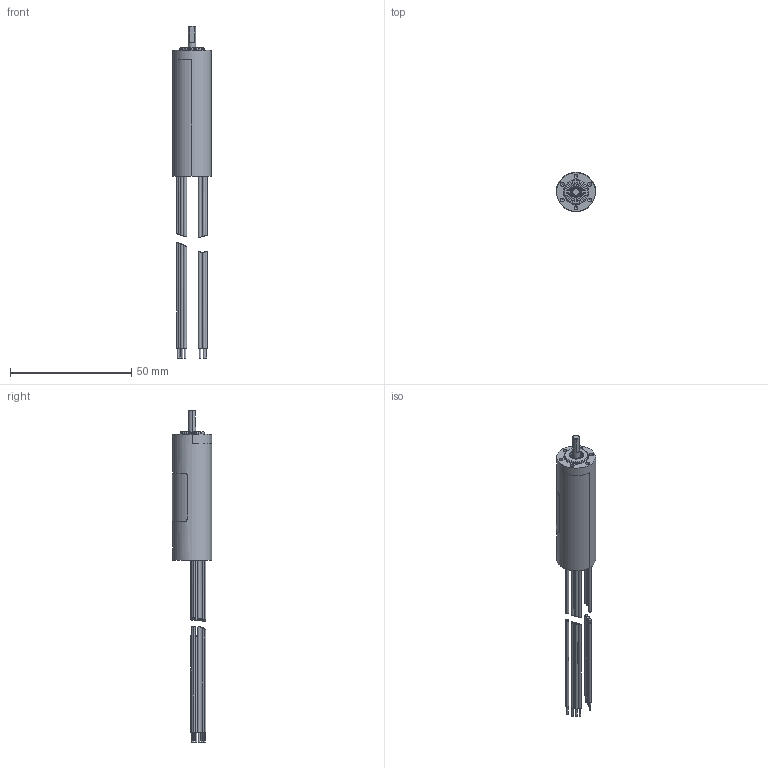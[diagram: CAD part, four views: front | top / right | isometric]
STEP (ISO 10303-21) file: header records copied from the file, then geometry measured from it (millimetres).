
FILE_DESCRIPTION((''),'2;1');
FILE_NAME('16ECP52','2015-12-01T',('vinayak.bharmal'),(''),'PRO/ENGINEER BY PARAMETRIC TECHNOLOGY CORPORATION, 2014310','PRO/ENGINEER BY PARAMETRIC TECHNOLOGY CORPORATION, 2014310','');
FILE_SCHEMA(('CONFIG_CONTROL_DESIGN'));
Length unit declared in the file: millimetre
Products named in the file (1): 16ECP52
Bounding box: 16 x 16.2 x 137 mm (x, y, z)
Volume: 11192.7 mm3; surface area: 6315.3 mm2
Topology: 9 solids, 15 shells, 263 faces, 641 edges, 399 vertices
Faces by surface type: cylinder 111, torus 52, plane 41, sphere 24, cone 17, extrusion 16, bspline 2
Entity records: 18265 total; most frequent: CARTESIAN_POINT 12259, DIRECTION 1279, ORIENTED_EDGE 1183, EDGE_CURVE 605, AXIS2_PLACEMENT_3D 561, VERTEX_POINT 399, CIRCLE 315, EDGE_LOOP 300
